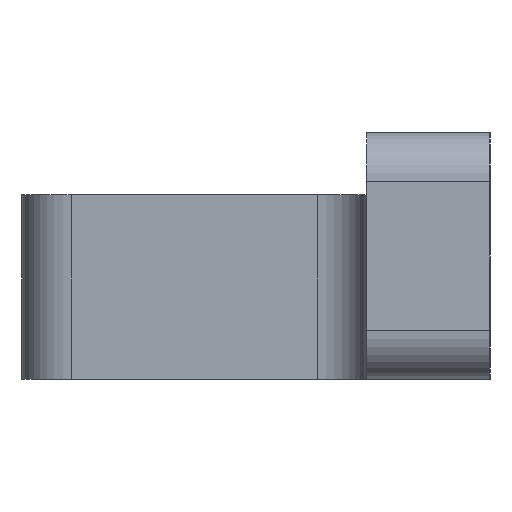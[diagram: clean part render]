
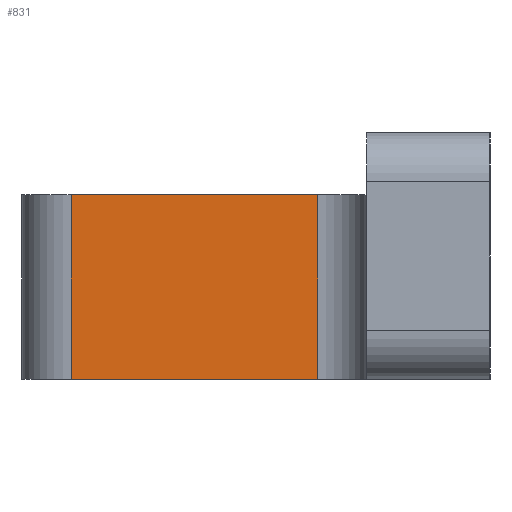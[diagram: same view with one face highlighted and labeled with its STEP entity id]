
A CAD part, left-side view. The second image highlights one B-rep face of the part: STEP entity #831.
In plain terms, the highlighted planar face has unit normal (-1, 0, 0).
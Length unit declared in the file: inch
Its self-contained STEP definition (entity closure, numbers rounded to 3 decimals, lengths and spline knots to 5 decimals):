
#32=PLANE('',#910);
#69=FACE_OUTER_BOUND('',#116,.T.);
#116=EDGE_LOOP('',(#642,#643,#644,#645));
#185=LINE('',#1303,#273);
#186=LINE('',#1307,#274);
#187=LINE('',#1309,#275);
#188=LINE('',#1310,#276);
#273=VECTOR('',#1057,0.3937);
#274=VECTOR('',#1062,0.3937);
#275=VECTOR('',#1063,0.3937);
#276=VECTOR('',#1064,0.3937);
#398=VERTEX_POINT('',#1300);
#399=VERTEX_POINT('',#1302);
#400=VERTEX_POINT('',#1306);
#401=VERTEX_POINT('',#1308);
#493=EDGE_CURVE('',#398,#399,#185,.T.);
#495=EDGE_CURVE('',#398,#400,#186,.T.);
#496=EDGE_CURVE('',#401,#400,#187,.T.);
#497=EDGE_CURVE('',#399,#401,#188,.T.);
#642=ORIENTED_EDGE('',*,*,#493,.F.);
#643=ORIENTED_EDGE('',*,*,#495,.T.);
#644=ORIENTED_EDGE('',*,*,#496,.F.);
#645=ORIENTED_EDGE('',*,*,#497,.F.);
#831=ADVANCED_FACE('',(#69),#32,.T.);
#910=AXIS2_PLACEMENT_3D('',#1305,#1060,#1061);
#1057=DIRECTION('',(0.,0.,-1.));
#1060=DIRECTION('center_axis',(-1.,0.,0.));
#1061=DIRECTION('ref_axis',(0.,0.,1.));
#1062=DIRECTION('',(0.,1.,0.));
#1063=DIRECTION('',(0.,0.,1.));
#1064=DIRECTION('',(0.,1.,0.));
#1300=CARTESIAN_POINT('',(-1.0975,0.175,0.06225));
#1302=CARTESIAN_POINT('',(-1.0975,0.175,-0.12525));
#1303=CARTESIAN_POINT('',(-1.0975,0.175,-0.06263));
#1305=CARTESIAN_POINT('Origin',(-1.0975,0.125,-0.12525));
#1306=CARTESIAN_POINT('',(-1.0975,0.425,0.06225));
#1307=CARTESIAN_POINT('',(-1.0975,0.125,0.06225));
#1308=CARTESIAN_POINT('',(-1.0975,0.425,-0.12525));
#1309=CARTESIAN_POINT('',(-1.0975,0.425,-0.07838));
#1310=CARTESIAN_POINT('',(-1.0975,0.125,-0.12525));
